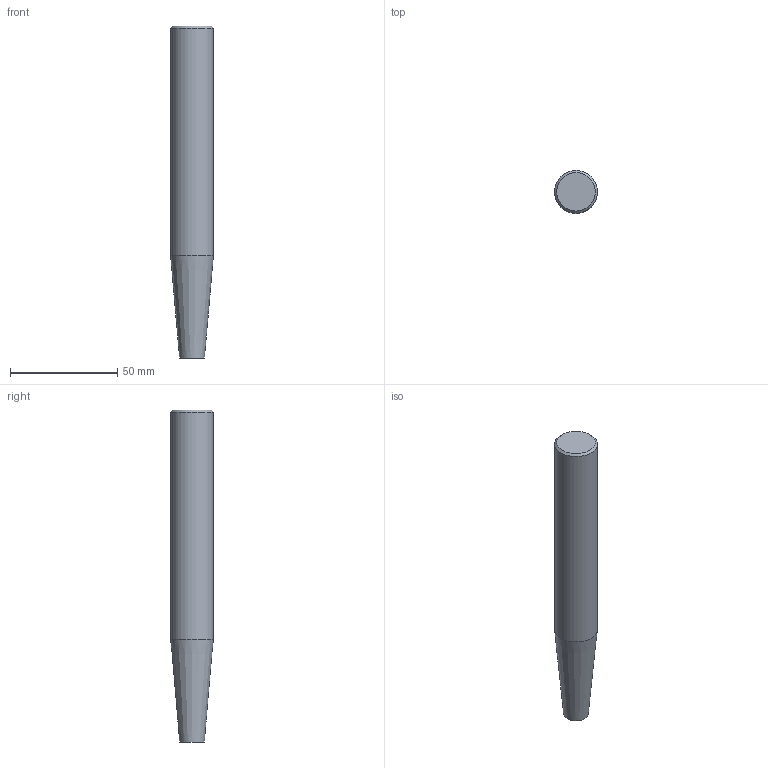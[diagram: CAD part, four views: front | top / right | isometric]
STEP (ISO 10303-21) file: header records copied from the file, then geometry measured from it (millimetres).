
FILE_DESCRIPTION(/* description */ (''),/* implementation_level */ '2;1');
FILE_NAME(/* name */ 'XE12200J4-155-05.0S.stp',/* time_stamp */ '2022-07-28T08:55:20+05:00',/* author */ (''),/* organization */ (''),/* preprocessor_version */ 'ST-DEVELOPER v16.7',/* originating_system */ 'SIEMENS PLM Software NX 12.0',/* authorisation */ '');
FILE_SCHEMA (('AUTOMOTIVE_DESIGN { 1 0 10303 214 3 1 1 1 }'));
Length unit declared in the file: millimetre
Products named in the file (1): inpu2A3062D0pm9n
Bounding box: 19.99 x 19.99 x 155 mm (x, y, z)
Volume: 42533.1 mm3; surface area: 9808.5 mm2
Topology: 1 solids, 1 shells, 17 faces, 34 edges, 22 vertices
Faces by surface type: cone 9, cylinder 3, torus 3, plane 2
Full cylindrical faces by diameter (mm): 5.55 x1, 9.26 x1, 19.994 x1
Entity records: 415 total; most frequent: DIRECTION 74, CARTESIAN_POINT 57, AXIS2_PLACEMENT_3D 37, FACE_BOUND 32, EDGE_LOOP 32, ORIENTED_EDGE 32, ADVANCED_FACE 17, VERTEX_POINT 17
